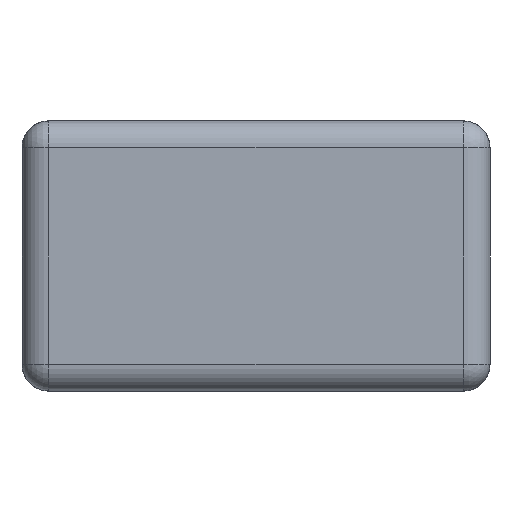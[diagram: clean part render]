
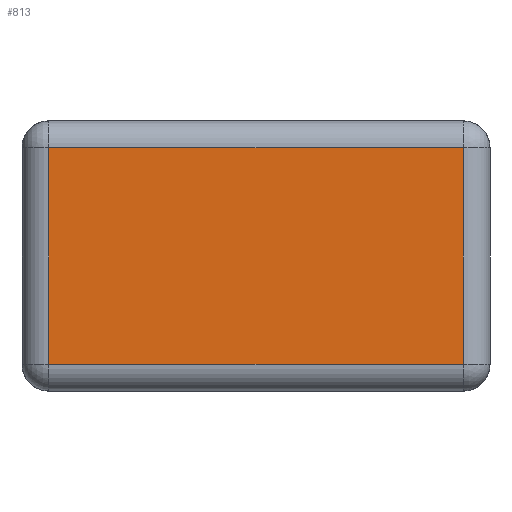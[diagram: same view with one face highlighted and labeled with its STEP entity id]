
A CAD part, left-side view. The second image highlights one B-rep face of the part: STEP entity #813.
In plain terms, the highlighted planar face has unit normal (-1, 0, 0).
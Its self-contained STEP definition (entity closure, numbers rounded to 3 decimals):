
#4 = DIRECTION ( 'NONE',  ( 0., -1., 0. ) ) ;
#39 = EDGE_CURVE ( 'NONE', #1714, #373, #1002, .T. ) ;
#49 = DIRECTION ( 'NONE',  ( 0., 0., 1. ) ) ;
#99 = LINE ( 'NONE', #790, #1955 ) ;
#130 = EDGE_CURVE ( 'NONE', #373, #1893, #99, .T. ) ;
#177 = EDGE_CURVE ( 'NONE', #815, #1714, #488, .T. ) ;
#236 = ORIENTED_EDGE ( 'NONE', *, *, #130, .T. ) ;
#238 = VECTOR ( 'NONE', #1267, 1000. ) ;
#266 = ORIENTED_EDGE ( 'NONE', *, *, #177, .T. ) ;
#373 = VERTEX_POINT ( 'NONE', #2121 ) ;
#471 = AXIS2_PLACEMENT_3D ( 'NONE', #1129, #596, #2016 ) ;
#488 = LINE ( 'NONE', #781, #1826 ) ;
#596 = DIRECTION ( 'NONE',  ( 1., 0., 0. ) ) ;
#781 = CARTESIAN_POINT ( 'NONE',  ( -67.2, 19.5, 12.7 ) ) ;
#790 = CARTESIAN_POINT ( 'NONE',  ( -67.2, -19.5, 12.7 ) ) ;
#813 = ADVANCED_FACE ( 'NONE', ( #1926 ), #1490, .F. ) ;
#815 = VERTEX_POINT ( 'NONE', #2223 ) ;
#940 = CARTESIAN_POINT ( 'NONE',  ( -67.2, 22., -10.2 ) ) ;
#987 = CARTESIAN_POINT ( 'NONE',  ( -67.2, -19.5, 10.2 ) ) ;
#1002 = LINE ( 'NONE', #940, #1861 ) ;
#1129 = CARTESIAN_POINT ( 'NONE',  ( -67.2, 22., 12.7 ) ) ;
#1220 = EDGE_LOOP ( 'NONE', ( #1812, #266, #2263, #236 ) ) ;
#1267 = DIRECTION ( 'NONE',  ( 0., 1., 0. ) ) ;
#1490 = PLANE ( 'NONE',  #471 ) ;
#1639 = EDGE_CURVE ( 'NONE', #1893, #815, #1978, .T. ) ;
#1714 = VERTEX_POINT ( 'NONE', #1957 ) ;
#1812 = ORIENTED_EDGE ( 'NONE', *, *, #1639, .T. ) ;
#1826 = VECTOR ( 'NONE', #1864, 1000. ) ;
#1861 = VECTOR ( 'NONE', #4, 1000. ) ;
#1864 = DIRECTION ( 'NONE',  ( 0., 0., -1. ) ) ;
#1893 = VERTEX_POINT ( 'NONE', #987 ) ;
#1926 = FACE_OUTER_BOUND ( 'NONE', #1220, .T. ) ;
#1955 = VECTOR ( 'NONE', #49, 1000. ) ;
#1957 = CARTESIAN_POINT ( 'NONE',  ( -67.2, 19.5, -10.2 ) ) ;
#1978 = LINE ( 'NONE', #2146, #238 ) ;
#2016 = DIRECTION ( 'NONE',  ( 0., 0., -1. ) ) ;
#2121 = CARTESIAN_POINT ( 'NONE',  ( -67.2, -19.5, -10.2 ) ) ;
#2146 = CARTESIAN_POINT ( 'NONE',  ( -67.2, 22., 10.2 ) ) ;
#2223 = CARTESIAN_POINT ( 'NONE',  ( -67.2, 19.5, 10.2 ) ) ;
#2263 = ORIENTED_EDGE ( 'NONE', *, *, #39, .T. ) ;
